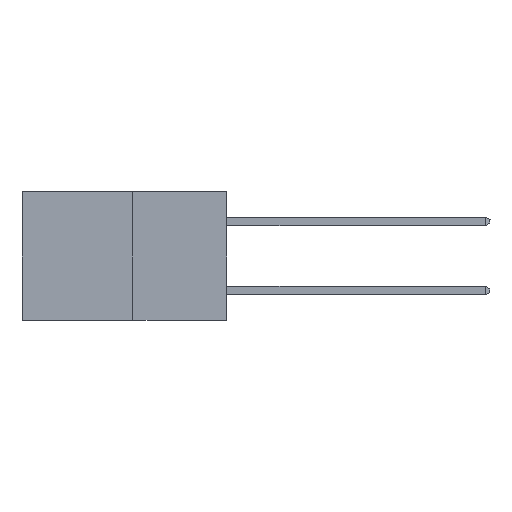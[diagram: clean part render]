
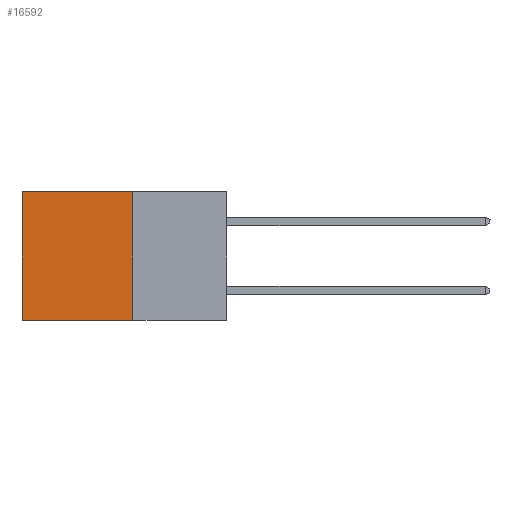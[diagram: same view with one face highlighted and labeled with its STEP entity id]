
A CAD part, left-side view. The second image highlights one B-rep face of the part: STEP entity #16592.
In plain terms, the highlighted planar face has unit normal (-1, 0, 0).
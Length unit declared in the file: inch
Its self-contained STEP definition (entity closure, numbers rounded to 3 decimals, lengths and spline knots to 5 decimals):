
#604 = LINE ( 'NONE', #15133, #17991 ) ;
#3254 = DIRECTION ( 'NONE',  ( 1., 0., 0. ) ) ;
#3868 = LINE ( 'NONE', #10263, #17328 ) ;
#5846 = DIRECTION ( 'NONE',  ( 0., 0., -1. ) ) ;
#6546 = ORIENTED_EDGE ( 'NONE', *, *, #17603, .F. ) ;
#6984 = FACE_OUTER_BOUND ( 'NONE', #9695, .T. ) ;
#8543 = EDGE_CURVE ( 'NONE', #15953, #20076, #3868, .T. ) ;
#9695 = EDGE_LOOP ( 'NONE', ( #14131, #13746, #6546, #18700 ) ) ;
#10263 = CARTESIAN_POINT ( 'NONE',  ( 0.277, 0.27, -0.37 ) ) ;
#10632 = VERTEX_POINT ( 'NONE', #20528 ) ;
#11262 = CARTESIAN_POINT ( 'NONE',  ( 0.277, 0.27, 0. ) ) ;
#11668 = EDGE_CURVE ( 'NONE', #12897, #10632, #604, .T. ) ;
#12897 = VERTEX_POINT ( 'NONE', #11262 ) ;
#13360 = PLANE ( 'NONE',  #15729 ) ;
#13367 = LINE ( 'NONE', #21654, #21670 ) ;
#13746 = ORIENTED_EDGE ( 'NONE', *, *, #8543, .F. ) ;
#14131 = ORIENTED_EDGE ( 'NONE', *, *, #15849, .T. ) ;
#15036 = DIRECTION ( 'NONE',  ( 0., 0., -1. ) ) ;
#15133 = CARTESIAN_POINT ( 'NONE',  ( 0.277, 0.27, 0. ) ) ;
#15729 = AXIS2_PLACEMENT_3D ( 'NONE', #18256, #3254, #15036 ) ;
#15849 = EDGE_CURVE ( 'NONE', #10632, #20076, #13367, .T. ) ;
#15953 = VERTEX_POINT ( 'NONE', #16989 ) ;
#16592 = ADVANCED_FACE ( 'NONE', ( #6984 ), #13360, .F. ) ;
#16626 = DIRECTION ( 'NONE',  ( 0., 0., -1. ) ) ;
#16989 = CARTESIAN_POINT ( 'NONE',  ( 0.277, 0.27, -0.37 ) ) ;
#17328 = VECTOR ( 'NONE', #20228, 39.37008 ) ;
#17475 = CARTESIAN_POINT ( 'NONE',  ( 0.277, 0.59, -0.37 ) ) ;
#17603 = EDGE_CURVE ( 'NONE', #12897, #15953, #19728, .T. ) ;
#17991 = VECTOR ( 'NONE', #18490, 39.37008 ) ;
#18256 = CARTESIAN_POINT ( 'NONE',  ( 0.277, 0.27, -0.37 ) ) ;
#18490 = DIRECTION ( 'NONE',  ( 0., 1., 0. ) ) ;
#18700 = ORIENTED_EDGE ( 'NONE', *, *, #11668, .T. ) ;
#19235 = VECTOR ( 'NONE', #5846, 39.37008 ) ;
#19728 = LINE ( 'NONE', #20936, #19235 ) ;
#20076 = VERTEX_POINT ( 'NONE', #17475 ) ;
#20228 = DIRECTION ( 'NONE',  ( 0., 1., 0. ) ) ;
#20528 = CARTESIAN_POINT ( 'NONE',  ( 0.277, 0.59, 0. ) ) ;
#20936 = CARTESIAN_POINT ( 'NONE',  ( 0.277, 0.27, -0.37 ) ) ;
#21654 = CARTESIAN_POINT ( 'NONE',  ( 0.277, 0.59, -0.37 ) ) ;
#21670 = VECTOR ( 'NONE', #16626, 39.37008 ) ;
